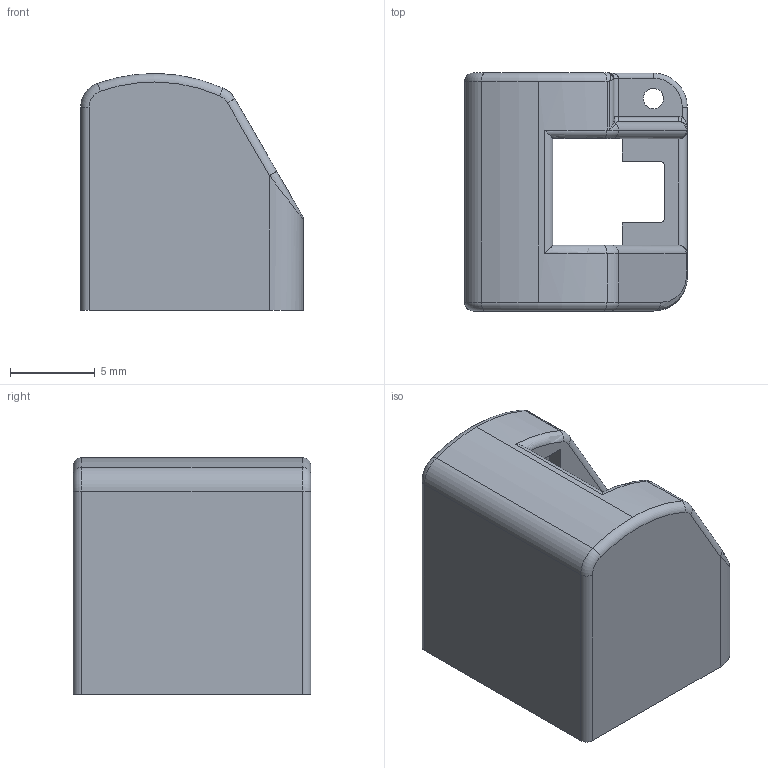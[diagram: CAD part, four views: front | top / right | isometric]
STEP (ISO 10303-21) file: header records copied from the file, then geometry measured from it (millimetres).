
FILE_DESCRIPTION(('CATIA V5 STEP Exchange','CAx-IF Rec.Pracs.--- Model Styling and Organization---1.5--- 2016-08-15','CAx-IF Rec.Pracs.---Supplemental Geometry---1.0---2011-11-01','CAx-IF Rec.Pracs.--- Composite Materials ---1.1---2010-07-15'),'2;1');
FILE_NAME ('172024-2_0', '2025-06-26T09:54:15+00:00', ('none'), ('Weidmueller'), 'CATIA Version 5-6 Release 2022 SP4 HF5', 'CATIA V5 STEP AP214 v3', 'none');
FILE_SCHEMA(('AUTOMOTIVE_DESIGN { 1 0 10303 214 1 1 1 1 }'));
Length unit declared in the file: millimetre
Products named in the file (1): 2552580000
Bounding box: 13.15 x 14.05 x 14 mm (x, y, z)
Volume: 754.5 mm3; surface area: 1496.1 mm2
Topology: 1 solids, 1 shells, 152 faces, 381 edges, 216 vertices
Faces by surface type: cylinder 59, plane 48, torus 18, bspline 11, sphere 10, cone 6
Entity records: 4640 total; most frequent: CARTESIAN_POINT 1234, ORIENTED_EDGE 734, DIRECTION 548, EDGE_CURVE 367, AXIS2_PLACEMENT_3D 234, VERTEX_POINT 216, VECTOR 195, LINE 195
